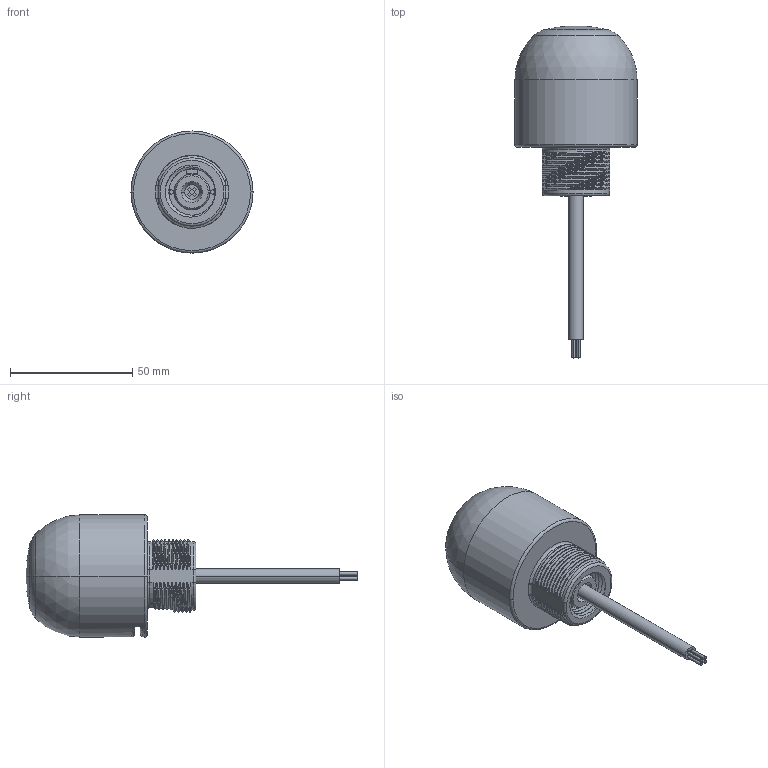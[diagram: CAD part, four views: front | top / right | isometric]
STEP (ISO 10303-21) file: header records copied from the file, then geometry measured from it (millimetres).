
FILE_DESCRIPTION((''),'2;1');
FILE_NAME('225362_ASM','2022-03-11T11:31:30',('PDMAdmin'),('BANNER ENGINEERING'),'CREO PARAMETRIC BY PTC INC, 2019292','CREO PARAMETRIC BY PTC INC, 2019292','');
FILE_SCHEMA(('CONFIG_CONTROL_DESIGN'));
Length unit declared in the file: millimetre
Products named in the file (2): 225362_EP01; 225362_ASM
Assembly tree (1 placements, depth 2):
  225362_ASM
    225362_EP01
Bounding box: 50 x 135.96 x 50 mm (x, y, z)
Volume: 97523.8 mm3; surface area: 15660.3 mm2
Topology: 1 solids, 1 shells, 234 faces, 597 edges, 377 vertices
Faces by surface type: bspline 98, cylinder 85, plane 21, torus 17, sphere 8, cone 5
Entity records: 17295 total; most frequent: CARTESIAN_POINT 12324, ORIENTED_EDGE 1190, DIRECTION 738, EDGE_CURVE 595, VERTEX_POINT 377, AXIS2_PLACEMENT_3D 276, B_SPLINE_CURVE_WITH_KNOTS 272, EDGE_LOOP 248
